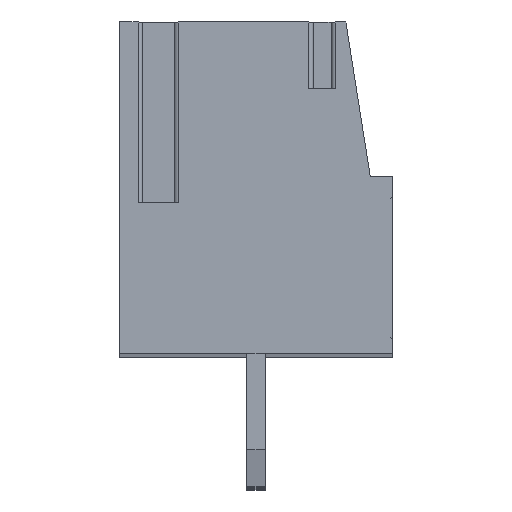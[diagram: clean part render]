
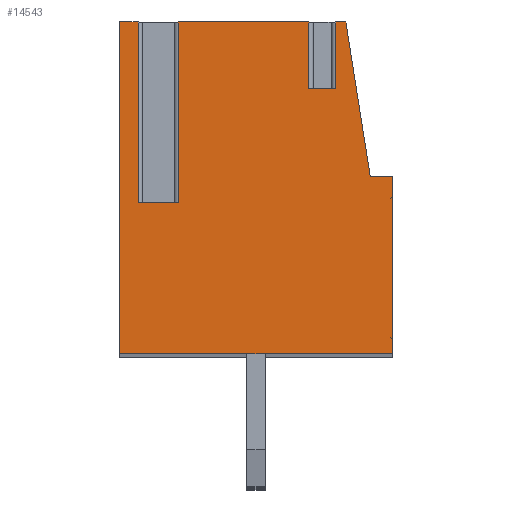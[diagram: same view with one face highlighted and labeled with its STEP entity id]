
A CAD part, top view. The second image highlights one B-rep face of the part: STEP entity #14543.
In plain terms, the highlighted planar face has unit normal (0, 0, 1).
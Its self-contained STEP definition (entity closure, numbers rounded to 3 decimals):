
#4161=DIRECTION('',(0.,1.,0.));
#4162=VECTOR('',#4161,1.8);
#4163=CARTESIAN_POINT('',(1.436,2.4,1.905));
#4164=LINE('',#4163,#4162);
#4165=DIRECTION('',(0.,1.,0.));
#4166=VECTOR('',#4165,1.8);
#4167=CARTESIAN_POINT('',(2.164,2.4,1.905));
#4168=LINE('',#4167,#4166);
#4169=DIRECTION('',(-1.,0.,0.));
#4170=VECTOR('',#4169,0.276);
#4171=CARTESIAN_POINT('',(2.44,4.2,1.905));
#4172=LINE('',#4171,#4170);
#4173=DIRECTION('',(-0.155,0.988,0.));
#4174=VECTOR('',#4173,4.252);
#4175=CARTESIAN_POINT('',(3.1,0.,1.905));
#4176=LINE('',#4175,#4174);
#4177=DIRECTION('',(-1.,0.,0.));
#4178=VECTOR('',#4177,0.6);
#4179=CARTESIAN_POINT('',(3.7,0.,1.905));
#4180=LINE('',#4179,#4178);
#4181=DIRECTION('',(0.,1.,0.));
#4182=VECTOR('',#4181,4.8);
#4183=CARTESIAN_POINT('',(3.7,-4.8,1.905));
#4184=LINE('',#4183,#4182);
#4185=DIRECTION('',(1.,0.,0.));
#4186=VECTOR('',#4185,7.4);
#4187=CARTESIAN_POINT('',(-3.7,-4.8,1.905));
#4188=LINE('',#4187,#4186);
#4189=DIRECTION('',(0.,-1.,0.));
#4190=VECTOR('',#4189,9.);
#4191=CARTESIAN_POINT('',(-3.7,4.2,1.905));
#4192=LINE('',#4191,#4190);
#4193=DIRECTION('',(-1.,0.,0.));
#4194=VECTOR('',#4193,0.504);
#4195=CARTESIAN_POINT('',(-3.196,4.2,1.905));
#4196=LINE('',#4195,#4194);
#4197=DIRECTION('',(0.,1.,0.));
#4198=VECTOR('',#4197,4.9);
#4199=CARTESIAN_POINT('',(-3.196,-0.7,1.905));
#4200=LINE('',#4199,#4198);
#4201=DIRECTION('',(-1.,0.,0.));
#4202=VECTOR('',#4201,1.093);
#4203=CARTESIAN_POINT('',(-2.104,-0.7,1.905));
#4204=LINE('',#4203,#4202);
#4205=DIRECTION('',(0.,1.,0.));
#4206=VECTOR('',#4205,4.9);
#4207=CARTESIAN_POINT('',(-2.104,-0.7,1.905));
#4208=LINE('',#4207,#4206);
#4209=DIRECTION('',(-1.,0.,0.));
#4210=VECTOR('',#4209,3.54);
#4211=CARTESIAN_POINT('',(1.436,4.2,1.905));
#4212=LINE('',#4211,#4210);
#4222=DIRECTION('',(1.,0.,0.));
#4223=VECTOR('',#4222,0.728);
#4224=CARTESIAN_POINT('',(1.436,2.4,1.905));
#4225=LINE('',#4224,#4223);
#6741=CARTESIAN_POINT('',(3.7,0.,1.905));
#6742=CARTESIAN_POINT('',(3.1,0.,1.905));
#6743=VERTEX_POINT('',#6741);
#6744=VERTEX_POINT('',#6742);
#6745=CARTESIAN_POINT('',(2.44,4.2,1.905));
#6746=VERTEX_POINT('',#6745);
#6747=CARTESIAN_POINT('',(-3.7,4.2,1.905));
#6748=CARTESIAN_POINT('',(-3.7,-4.8,1.905));
#6749=VERTEX_POINT('',#6747);
#6750=VERTEX_POINT('',#6748);
#6751=CARTESIAN_POINT('',(3.7,-4.8,1.905));
#6752=VERTEX_POINT('',#6751);
#6761=CARTESIAN_POINT('',(-2.104,-0.7,1.905));
#6762=CARTESIAN_POINT('',(-3.196,-0.7,1.905));
#6763=VERTEX_POINT('',#6761);
#6764=VERTEX_POINT('',#6762);
#6765=CARTESIAN_POINT('',(-3.196,4.2,1.905));
#6766=VERTEX_POINT('',#6765);
#6767=CARTESIAN_POINT('',(-2.104,4.2,1.905));
#6768=VERTEX_POINT('',#6767);
#6773=CARTESIAN_POINT('',(1.436,4.2,1.905));
#6774=VERTEX_POINT('',#6773);
#6776=CARTESIAN_POINT('',(2.164,4.2,1.905));
#6778=VERTEX_POINT('',#6776);
#6841=CARTESIAN_POINT('',(1.436,2.4,1.905));
#6842=VERTEX_POINT('',#6841);
#6844=CARTESIAN_POINT('',(2.164,2.4,1.905));
#6846=VERTEX_POINT('',#6844);
#14512=CARTESIAN_POINT('',(0.,0.,1.905));
#14513=DIRECTION('',(0.,0.,1.));
#14514=DIRECTION('',(1.,0.,0.));
#14515=AXIS2_PLACEMENT_3D('',#14512,#14513,#14514);
#14516=PLANE('',#14515);
#14518=ORIENTED_EDGE('',*,*,#14517,.F.);
#14520=ORIENTED_EDGE('',*,*,#14519,.T.);
#14522=ORIENTED_EDGE('',*,*,#14521,.T.);
#14523=ORIENTED_EDGE('',*,*,#8834,.F.);
#14525=ORIENTED_EDGE('',*,*,#14524,.F.);
#14527=ORIENTED_EDGE('',*,*,#14526,.F.);
#14529=ORIENTED_EDGE('',*,*,#14528,.F.);
#14531=ORIENTED_EDGE('',*,*,#14530,.F.);
#14532=ORIENTED_EDGE('',*,*,#13746,.F.);
#14533=ORIENTED_EDGE('',*,*,#8858,.F.);
#14535=ORIENTED_EDGE('',*,*,#14534,.F.);
#14537=ORIENTED_EDGE('',*,*,#14536,.F.);
#14539=ORIENTED_EDGE('',*,*,#14538,.T.);
#14540=ORIENTED_EDGE('',*,*,#8846,.F.);
#14541=EDGE_LOOP('',(#14518,#14520,#14522,#14523,#14525,#14527,#14529,#14531,
#14532,#14533,#14535,#14537,#14539,#14540));
#14542=FACE_OUTER_BOUND('',#14541,.F.);
#8834=EDGE_CURVE('',#6746,#6778,#4172,.T.);
#8846=EDGE_CURVE('',#6774,#6768,#4212,.T.);
#8858=EDGE_CURVE('',#6766,#6749,#4196,.T.);
#13746=EDGE_CURVE('',#6749,#6750,#4192,.T.);
#14517=EDGE_CURVE('',#6842,#6774,#4164,.T.);
#14519=EDGE_CURVE('',#6842,#6846,#4225,.T.);
#14521=EDGE_CURVE('',#6846,#6778,#4168,.T.);
#14524=EDGE_CURVE('',#6744,#6746,#4176,.T.);
#14526=EDGE_CURVE('',#6743,#6744,#4180,.T.);
#14528=EDGE_CURVE('',#6752,#6743,#4184,.T.);
#14530=EDGE_CURVE('',#6750,#6752,#4188,.T.);
#14534=EDGE_CURVE('',#6764,#6766,#4200,.T.);
#14536=EDGE_CURVE('',#6763,#6764,#4204,.T.);
#14538=EDGE_CURVE('',#6763,#6768,#4208,.T.);
#14543=ADVANCED_FACE('',(#14542),#14516,.T.);
